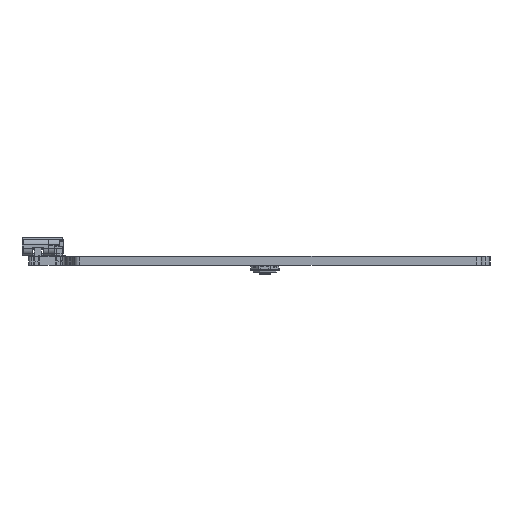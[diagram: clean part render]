
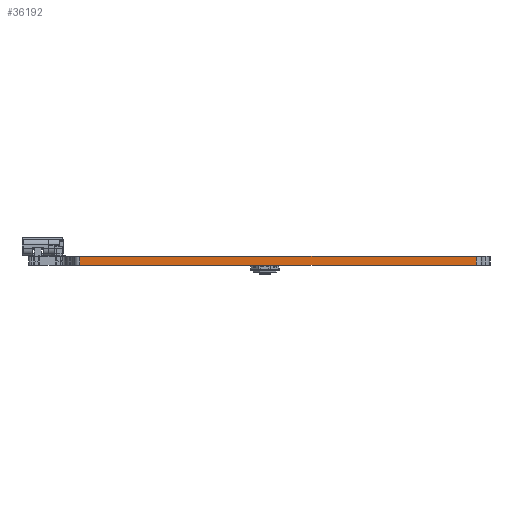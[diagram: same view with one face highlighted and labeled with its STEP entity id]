
A CAD part, left-side view. The second image highlights one B-rep face of the part: STEP entity #36192.
In plain terms, the highlighted planar face has unit normal (-1, 0, 0).
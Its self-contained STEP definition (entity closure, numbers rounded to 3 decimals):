
#25996 = VERTEX_POINT('',#25997);
#25997 = CARTESIAN_POINT('',(27.194,-34.233,0.));
#26003 = EDGE_CURVE('',#26004,#25996,#26006,.T.);
#26004 = VERTEX_POINT('',#26005);
#26005 = CARTESIAN_POINT('',(27.194,-105.471,0.));
#26006 = LINE('',#26007,#26008);
#26007 = CARTESIAN_POINT('',(27.194,-105.471,0.));
#26008 = VECTOR('',#26009,1.);
#26009 = DIRECTION('',(0.,1.,0.));
#30786 = VERTEX_POINT('',#30787);
#30787 = CARTESIAN_POINT('',(27.194,-34.233,1.6));
#30793 = EDGE_CURVE('',#30794,#30786,#30796,.T.);
#30794 = VERTEX_POINT('',#30795);
#30795 = CARTESIAN_POINT('',(27.194,-105.471,1.6));
#30796 = LINE('',#30797,#30798);
#30797 = CARTESIAN_POINT('',(27.194,-105.471,1.6));
#30798 = VECTOR('',#30799,1.);
#30799 = DIRECTION('',(0.,1.,0.));
#36162 = EDGE_CURVE('',#25996,#30786,#36163,.T.);
#36163 = LINE('',#36164,#36165);
#36164 = CARTESIAN_POINT('',(27.194,-34.233,0.));
#36165 = VECTOR('',#36166,1.);
#36166 = DIRECTION('',(0.,0.,1.));
#36192 = ADVANCED_FACE('',(#36193),#36204,.T.);
#36193 = FACE_BOUND('',#36194,.T.);
#36194 = EDGE_LOOP('',(#36195,#36201,#36202,#36203));
#36195 = ORIENTED_EDGE('',*,*,#36196,.T.);
#36196 = EDGE_CURVE('',#26004,#30794,#36197,.T.);
#36197 = LINE('',#36198,#36199);
#36198 = CARTESIAN_POINT('',(27.194,-105.471,0.));
#36199 = VECTOR('',#36200,1.);
#36200 = DIRECTION('',(0.,0.,1.));
#36201 = ORIENTED_EDGE('',*,*,#30793,.T.);
#36202 = ORIENTED_EDGE('',*,*,#36162,.F.);
#36203 = ORIENTED_EDGE('',*,*,#26003,.F.);
#36204 = PLANE('',#36205);
#36205 = AXIS2_PLACEMENT_3D('',#36206,#36207,#36208);
#36206 = CARTESIAN_POINT('',(27.194,-105.471,0.));
#36207 = DIRECTION('',(-1.,0.,0.));
#36208 = DIRECTION('',(0.,1.,0.));
